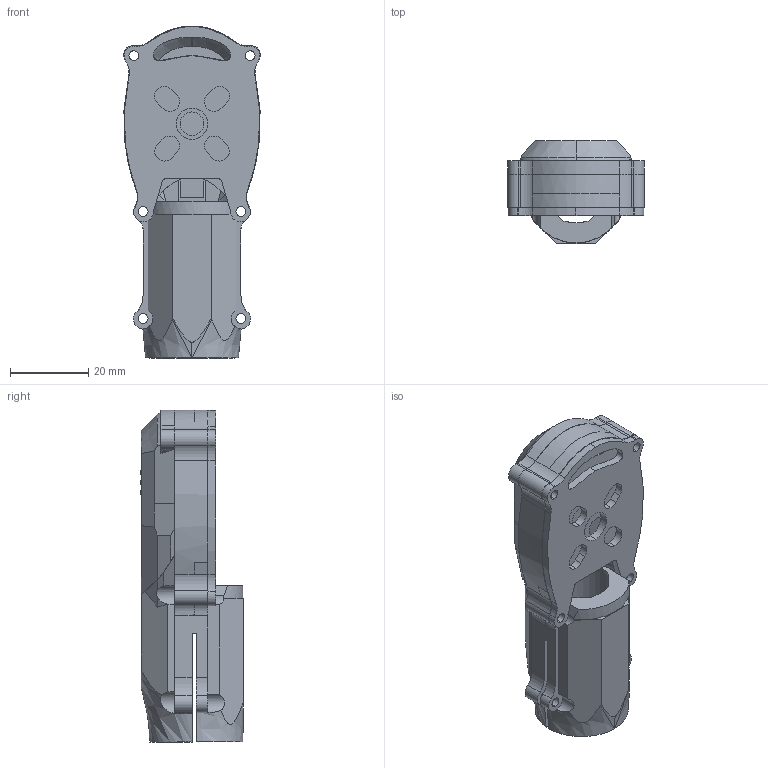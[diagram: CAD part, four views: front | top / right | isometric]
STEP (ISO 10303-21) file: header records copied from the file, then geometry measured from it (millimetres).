
FILE_DESCRIPTION (( 'STEP AP203' ), '1' );
FILE_NAME ('nylon_joint_Predeterminado_sldprt.STEP', '2024-07-08T06:15:51', ( '' ), ( '' ), 'SwSTEP 2.0', 'SolidWorks 2024', '' );
FILE_SCHEMA (( 'CONFIG_CONTROL_DESIGN' ));
Length unit declared in the file: millimetre
Products named in the file (1): nylon_joint_Predeterminado_sldprt
Bounding box: 35 x 26.3 x 85.02 mm (x, y, z)
Volume: 18284 mm3; surface area: 18109.7 mm2
Topology: 3 solids, 3 shells, 398 faces, 1168 edges, 774 vertices
Faces by surface type: cylinder 182, plane 150, bspline 52, cone 12, torus 2
Entity records: 15460 total; most frequent: CARTESIAN_POINT 4979, ORIENTED_EDGE 2336, DIRECTION 1999, EDGE_CURVE 1168, VERTEX_POINT 774, AXIS2_PLACEMENT_3D 724, LINE 551, VECTOR 551
